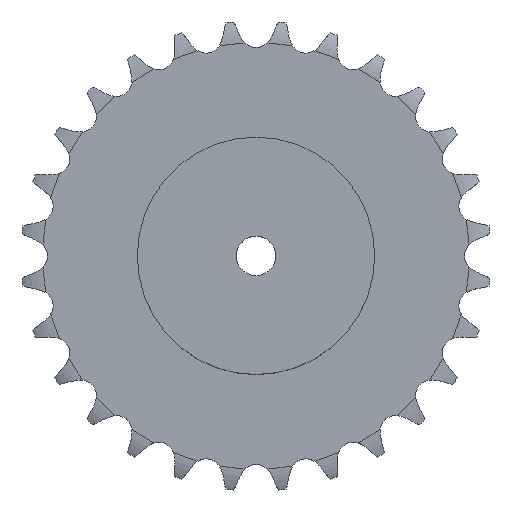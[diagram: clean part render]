
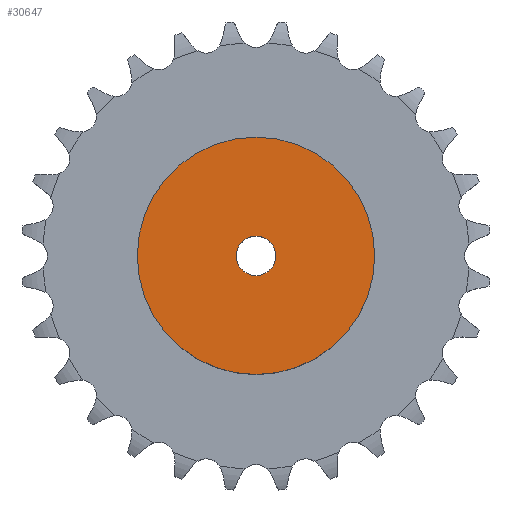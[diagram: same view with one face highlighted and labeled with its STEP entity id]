
A CAD part, top view. The second image highlights one B-rep face of the part: STEP entity #30647.
In plain terms, the highlighted planar face has unit normal (0, 0, 1).
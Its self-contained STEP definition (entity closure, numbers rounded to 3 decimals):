
#3693 = CYLINDRICAL_SURFACE('',#3694,60.);
#3694 = AXIS2_PLACEMENT_3D('',#3695,#3696,#3697);
#3695 = CARTESIAN_POINT('',(0.,0.,0.));
#3696 = DIRECTION('',(-0.,-0.,-1.));
#3697 = DIRECTION('',(1.,0.,0.));
#19334 = VERTEX_POINT('',#19335);
#19335 = CARTESIAN_POINT('',(60.,0.,50.));
#19356 = EDGE_CURVE('',#19334,#19334,#19357,.T.);
#19357 = SURFACE_CURVE('',#19358,(#19363,#19370),.PCURVE_S1.);
#19358 = CIRCLE('',#19359,60.);
#19359 = AXIS2_PLACEMENT_3D('',#19360,#19361,#19362);
#19360 = CARTESIAN_POINT('',(0.,0.,50.));
#19361 = DIRECTION('',(0.,0.,1.));
#19362 = DIRECTION('',(1.,0.,0.));
#19363 = PCURVE('',#3693,#19364);
#19364 = DEFINITIONAL_REPRESENTATION('',(#19365),#19369);
#19365 = LINE('',#19366,#19367);
#19366 = CARTESIAN_POINT('',(-0.,-50.));
#19367 = VECTOR('',#19368,1.);
#19368 = DIRECTION('',(-1.,0.));
#19369 = ( GEOMETRIC_REPRESENTATION_CONTEXT(2) 
PARAMETRIC_REPRESENTATION_CONTEXT() REPRESENTATION_CONTEXT('2D SPACE',''
  ) );
#19370 = PCURVE('',#19371,#19376);
#19371 = PLANE('',#19372);
#19372 = AXIS2_PLACEMENT_3D('',#19373,#19374,#19375);
#19373 = CARTESIAN_POINT('',(0.,0.,50.)
  );
#19374 = DIRECTION('',(0.,0.,1.));
#19375 = DIRECTION('',(1.,0.,0.));
#19376 = DEFINITIONAL_REPRESENTATION('',(#19377),#19381);
#19377 = CIRCLE('',#19378,60.);
#19378 = AXIS2_PLACEMENT_2D('',#19379,#19380);
#19379 = CARTESIAN_POINT('',(0.,0.));
#19380 = DIRECTION('',(1.,0.));
#19381 = ( GEOMETRIC_REPRESENTATION_CONTEXT(2) 
PARAMETRIC_REPRESENTATION_CONTEXT() REPRESENTATION_CONTEXT('2D SPACE',''
  ) );
#26073 = CYLINDRICAL_SURFACE('',#26074,10.);
#26074 = AXIS2_PLACEMENT_3D('',#26075,#26076,#26077);
#26075 = CARTESIAN_POINT('',(0.,0.,364.201));
#26076 = DIRECTION('',(0.,0.,1.));
#26077 = DIRECTION('',(1.,0.,0.));
#30647 = ADVANCED_FACE('',(#30648,#30651),#19371,.T.);
#30648 = FACE_BOUND('',#30649,.T.);
#30649 = EDGE_LOOP('',(#30650));
#30650 = ORIENTED_EDGE('',*,*,#19356,.T.);
#30651 = FACE_BOUND('',#30652,.T.);
#30652 = EDGE_LOOP('',(#30653));
#30653 = ORIENTED_EDGE('',*,*,#30654,.F.);
#30654 = EDGE_CURVE('',#30655,#30655,#30657,.T.);
#30655 = VERTEX_POINT('',#30656);
#30656 = CARTESIAN_POINT('',(10.,0.,50.));
#30657 = SURFACE_CURVE('',#30658,(#30663,#30670),.PCURVE_S1.);
#30658 = CIRCLE('',#30659,10.);
#30659 = AXIS2_PLACEMENT_3D('',#30660,#30661,#30662);
#30660 = CARTESIAN_POINT('',(0.,0.,50.));
#30661 = DIRECTION('',(0.,0.,1.));
#30662 = DIRECTION('',(1.,0.,0.));
#30663 = PCURVE('',#19371,#30664);
#30664 = DEFINITIONAL_REPRESENTATION('',(#30665),#30669);
#30665 = CIRCLE('',#30666,10.);
#30666 = AXIS2_PLACEMENT_2D('',#30667,#30668);
#30667 = CARTESIAN_POINT('',(0.,0.));
#30668 = DIRECTION('',(1.,0.));
#30669 = ( GEOMETRIC_REPRESENTATION_CONTEXT(2) 
PARAMETRIC_REPRESENTATION_CONTEXT() REPRESENTATION_CONTEXT('2D SPACE',''
  ) );
#30670 = PCURVE('',#26073,#30671);
#30671 = DEFINITIONAL_REPRESENTATION('',(#30672),#30676);
#30672 = LINE('',#30673,#30674);
#30673 = CARTESIAN_POINT('',(0.,-314.201));
#30674 = VECTOR('',#30675,1.);
#30675 = DIRECTION('',(1.,0.));
#30676 = ( GEOMETRIC_REPRESENTATION_CONTEXT(2) 
PARAMETRIC_REPRESENTATION_CONTEXT() REPRESENTATION_CONTEXT('2D SPACE',''
  ) );
